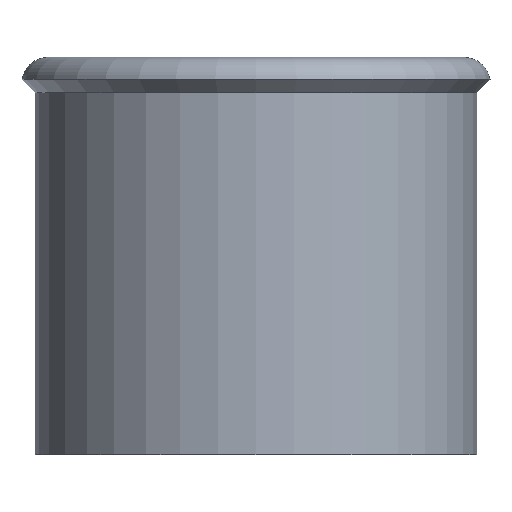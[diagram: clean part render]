
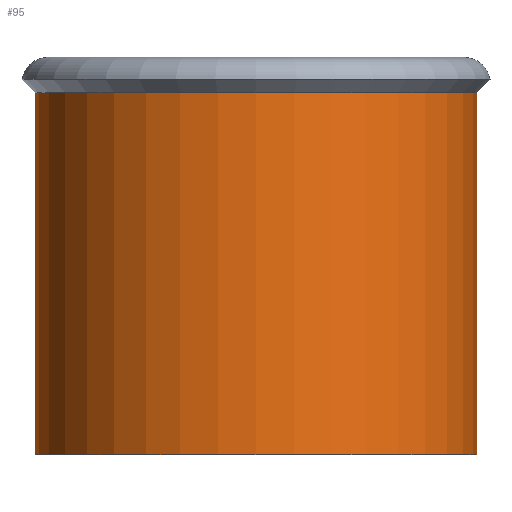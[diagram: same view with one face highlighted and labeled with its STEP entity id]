
A CAD part, front view. The second image highlights one B-rep face of the part: STEP entity #95.
In plain terms, the highlighted cylindrical face has radius 25 mm (diameter 50 mm), a full revolution.
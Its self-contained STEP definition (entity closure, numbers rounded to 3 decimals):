
#16=CYLINDRICAL_SURFACE('',#122,25.);
#19=LINE('',#181,#22);
#22=VECTOR('',#155,25.);
#32=FACE_OUTER_BOUND('',#39,.T.);
#39=EDGE_LOOP('',(#84,#85,#86,#87));
#47=CIRCLE('',#119,25.);
#49=CIRCLE('',#123,25.);
#54=VERTEX_POINT('',#171);
#56=VERTEX_POINT('',#179);
#62=EDGE_CURVE('',#54,#54,#47,.T.);
#66=EDGE_CURVE('',#56,#56,#49,.T.);
#67=EDGE_CURVE('',#56,#54,#19,.T.);
#84=ORIENTED_EDGE('',*,*,#66,.F.);
#85=ORIENTED_EDGE('',*,*,#67,.T.);
#86=ORIENTED_EDGE('',*,*,#62,.T.);
#87=ORIENTED_EDGE('',*,*,#67,.F.);
#95=ADVANCED_FACE('',(#32),#16,.T.);
#119=AXIS2_PLACEMENT_3D('',#172,#143,#144);
#122=AXIS2_PLACEMENT_3D('',#178,#151,#152);
#123=AXIS2_PLACEMENT_3D('',#180,#153,#154);
#143=DIRECTION('center_axis',(0.,0.,-1.));
#144=DIRECTION('ref_axis',(-1.,0.,0.));
#151=DIRECTION('center_axis',(0.,0.,-1.));
#152=DIRECTION('ref_axis',(-1.,0.,0.));
#153=DIRECTION('center_axis',(0.,0.,-1.));
#154=DIRECTION('ref_axis',(-1.,0.,0.));
#155=DIRECTION('',(0.,0.,1.));
#171=CARTESIAN_POINT('',(25.,-60.,73.146));
#172=CARTESIAN_POINT('Origin',(0.,-60.,73.146));
#178=CARTESIAN_POINT('Origin',(0.,-60.,42.146));
#179=CARTESIAN_POINT('',(25.,-60.,32.146));
#180=CARTESIAN_POINT('Origin',(0.,-60.,32.146));
#181=CARTESIAN_POINT('',(25.,-60.,42.146));
